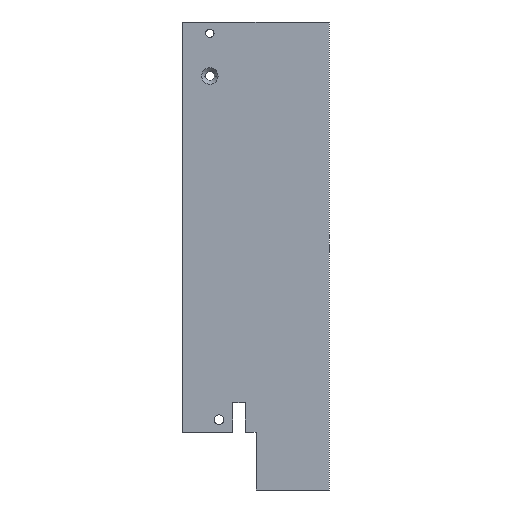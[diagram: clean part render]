
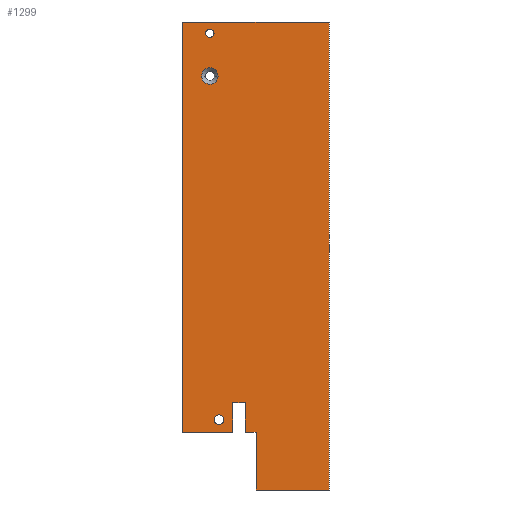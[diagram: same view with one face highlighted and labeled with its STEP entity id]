
A CAD part, front view. The second image highlights one B-rep face of the part: STEP entity #1299.
In plain terms, the highlighted planar face has unit normal (0, -1, 0).
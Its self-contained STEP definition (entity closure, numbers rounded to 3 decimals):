
#429=CARTESIAN_POINT('',(10.,0.,-45.));
#430=DIRECTION('',(0.,1.,0.));
#431=DIRECTION('',(-1.,0.,0.));
#432=AXIS2_PLACEMENT_3D('',#429,#430,#431);
#434=CARTESIAN_POINT('',(10.,0.,-45.));
#435=DIRECTION('',(0.,1.,0.));
#436=DIRECTION('',(1.,0.,0.));
#437=AXIS2_PLACEMENT_3D('',#434,#435,#436);
#439=CARTESIAN_POINT('',(7.47,0.,61.25));
#440=DIRECTION('',(0.,-1.,0.));
#441=DIRECTION('',(1.,0.,0.));
#442=AXIS2_PLACEMENT_3D('',#439,#440,#441);
#444=CARTESIAN_POINT('',(7.47,0.,61.25));
#445=DIRECTION('',(0.,-1.,0.));
#446=DIRECTION('',(-1.,0.,0.));
#447=AXIS2_PLACEMENT_3D('',#444,#445,#446);
#449=DIRECTION('',(0.,0.,1.));
#450=VECTOR('',#449,8.2);
#451=CARTESIAN_POINT('',(13.8,0.,-48.5));
#452=LINE('',#451,#450);
#453=DIRECTION('',(1.,0.,0.));
#454=VECTOR('',#453,13.8);
#455=CARTESIAN_POINT('',(0.,0.,-48.5));
#456=LINE('',#455,#454);
#457=DIRECTION('',(0.,0.,1.));
#458=VECTOR('',#457,112.85);
#459=CARTESIAN_POINT('',(0.,0.,-48.5));
#460=LINE('',#459,#458);
#461=DIRECTION('',(1.,0.,0.));
#462=VECTOR('',#461,40.34);
#463=CARTESIAN_POINT('',(0.,0.,64.35));
#464=LINE('',#463,#462);
#465=DIRECTION('',(-1.,0.,0.));
#466=VECTOR('',#465,20.14);
#467=CARTESIAN_POINT('',(40.34,0.,-64.35));
#468=LINE('',#467,#466);
#469=DIRECTION('',(0.,0.,1.));
#470=VECTOR('',#469,15.85);
#471=CARTESIAN_POINT('',(20.2,0.,-64.35));
#472=LINE('',#471,#470);
#473=DIRECTION('',(1.,0.,0.));
#474=VECTOR('',#473,3.);
#475=CARTESIAN_POINT('',(17.2,0.,-48.5));
#476=LINE('',#475,#474);
#477=DIRECTION('',(0.,0.,1.));
#478=VECTOR('',#477,8.2);
#479=CARTESIAN_POINT('',(17.2,0.,-48.5));
#480=LINE('',#479,#478);
#481=DIRECTION('',(1.,0.,0.));
#482=VECTOR('',#481,3.4);
#483=CARTESIAN_POINT('',(13.8,0.,-40.3));
#484=LINE('',#483,#482);
#493=CARTESIAN_POINT('',(7.47,0.,49.5));
#494=DIRECTION('',(0.,1.,0.));
#495=DIRECTION('',(-1.,0.,0.));
#496=AXIS2_PLACEMENT_3D('',#493,#494,#495);
#511=CARTESIAN_POINT('',(7.47,0.,49.5));
#512=DIRECTION('',(0.,1.,0.));
#513=DIRECTION('',(1.,0.,0.));
#514=AXIS2_PLACEMENT_3D('',#511,#512,#513);
#545=DIRECTION('',(0.,0.,1.));
#546=VECTOR('',#545,128.7);
#547=CARTESIAN_POINT('',(40.34,0.,-64.35));
#548=LINE('',#547,#546);
#593=CARTESIAN_POINT('',(40.34,0.,-64.35));
#595=VERTEX_POINT('',#593);
#597=CARTESIAN_POINT('',(40.34,0.,64.35));
#599=VERTEX_POINT('',#597);
#605=CARTESIAN_POINT('',(0.,0.,64.35));
#606=VERTEX_POINT('',#605);
#629=CARTESIAN_POINT('',(20.2,0.,-64.35));
#631=VERTEX_POINT('',#629);
#637=CARTESIAN_POINT('',(0.,0.,-48.5));
#638=VERTEX_POINT('',#637);
#639=CARTESIAN_POINT('',(20.2,0.,-48.5));
#640=VERTEX_POINT('',#639);
#643=CARTESIAN_POINT('',(8.7,0.,-45.));
#644=CARTESIAN_POINT('',(11.3,0.,-45.));
#645=VERTEX_POINT('',#643);
#646=VERTEX_POINT('',#644);
#655=CARTESIAN_POINT('',(9.72,0.,49.5));
#656=CARTESIAN_POINT('',(5.22,0.,49.5));
#657=VERTEX_POINT('',#655);
#658=VERTEX_POINT('',#656);
#741=CARTESIAN_POINT('',(13.8,0.,-48.5));
#742=CARTESIAN_POINT('',(13.8,0.,-40.3));
#743=VERTEX_POINT('',#741);
#744=VERTEX_POINT('',#742);
#745=CARTESIAN_POINT('',(17.2,0.,-40.3));
#746=VERTEX_POINT('',#745);
#747=CARTESIAN_POINT('',(17.2,0.,-48.5));
#748=VERTEX_POINT('',#747);
#757=CARTESIAN_POINT('',(8.62,0.,61.25));
#758=CARTESIAN_POINT('',(6.32,0.,61.25));
#759=VERTEX_POINT('',#757);
#760=VERTEX_POINT('',#758);
#1260=CARTESIAN_POINT('',(0.,0.,-64.35));
#1261=DIRECTION('',(0.,-1.,0.));
#1262=DIRECTION('',(1.,0.,0.));
#1263=AXIS2_PLACEMENT_3D('',#1260,#1261,#1262);
#1264=PLANE('',#1263);
#1266=ORIENTED_EDGE('',*,*,#1265,.F.);
#1267=ORIENTED_EDGE('',*,*,#1231,.F.);
#1268=ORIENTED_EDGE('',*,*,#1221,.T.);
#1269=ORIENTED_EDGE('',*,*,#903,.T.);
#1271=ORIENTED_EDGE('',*,*,#1270,.F.);
#1272=ORIENTED_EDGE('',*,*,#772,.T.);
#1273=ORIENTED_EDGE('',*,*,#809,.T.);
#1274=ORIENTED_EDGE('',*,*,#1251,.F.);
#1276=ORIENTED_EDGE('',*,*,#1275,.T.);
#1278=ORIENTED_EDGE('',*,*,#1277,.F.);
#1279=EDGE_LOOP('',(#1266,#1267,#1268,#1269,#1271,#1272,#1273,#1274,#1276,
#1278));
#1280=FACE_OUTER_BOUND('',#1279,.F.);
#1282=ORIENTED_EDGE('',*,*,#1281,.F.);
#1284=ORIENTED_EDGE('',*,*,#1283,.F.);
#1285=EDGE_LOOP('',(#1282,#1284));
#1286=FACE_BOUND('',#1285,.F.);
#1288=ORIENTED_EDGE('',*,*,#1287,.F.);
#1290=ORIENTED_EDGE('',*,*,#1289,.F.);
#1291=EDGE_LOOP('',(#1288,#1290));
#1292=FACE_BOUND('',#1291,.F.);
#1294=ORIENTED_EDGE('',*,*,#1293,.T.);
#1296=ORIENTED_EDGE('',*,*,#1295,.T.);
#1297=EDGE_LOOP('',(#1294,#1296));
#1298=FACE_BOUND('',#1297,.F.);
#1299=ADVANCED_FACE('',(#1280,#1286,#1292,#1298),#1264,.T.);
#433=CIRCLE('',#432,1.3);
#438=CIRCLE('',#437,1.3);
#443=CIRCLE('',#442,1.15);
#448=CIRCLE('',#447,1.15);
#497=CIRCLE('',#496,2.25);
#515=CIRCLE('',#514,2.25);
#772=EDGE_CURVE('',#595,#631,#468,.T.);
#809=EDGE_CURVE('',#631,#640,#472,.T.);
#903=EDGE_CURVE('',#606,#599,#464,.T.);
#1221=EDGE_CURVE('',#638,#606,#460,.T.);
#1231=EDGE_CURVE('',#638,#743,#456,.T.);
#1251=EDGE_CURVE('',#748,#640,#476,.T.);
#1265=EDGE_CURVE('',#743,#744,#452,.T.);
#1270=EDGE_CURVE('',#595,#599,#548,.T.);
#1275=EDGE_CURVE('',#748,#746,#480,.T.);
#1277=EDGE_CURVE('',#744,#746,#484,.T.);
#1281=EDGE_CURVE('',#645,#646,#433,.T.);
#1283=EDGE_CURVE('',#646,#645,#438,.T.);
#1287=EDGE_CURVE('',#658,#657,#497,.T.);
#1289=EDGE_CURVE('',#657,#658,#515,.T.);
#1293=EDGE_CURVE('',#759,#760,#443,.T.);
#1295=EDGE_CURVE('',#760,#759,#448,.T.);
